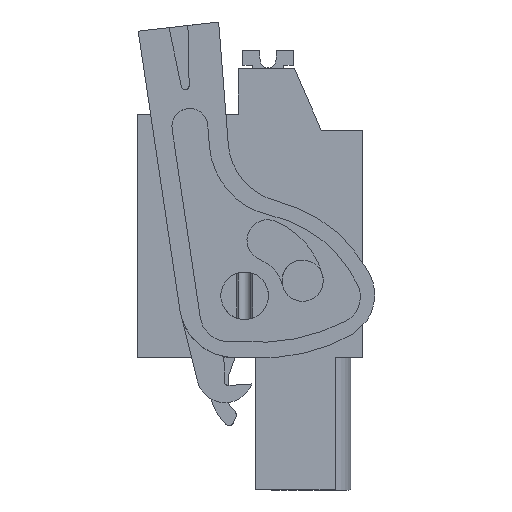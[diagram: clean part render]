
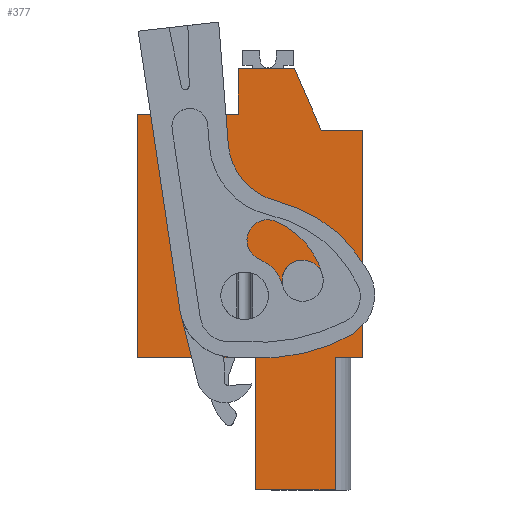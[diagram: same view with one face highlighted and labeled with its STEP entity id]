
A CAD part, left-side view. The second image highlights one B-rep face of the part: STEP entity #377.
In plain terms, the highlighted planar face has unit normal (-1, 0, 0).
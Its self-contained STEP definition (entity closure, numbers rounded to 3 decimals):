
#257=AXIS2_PLACEMENT_3D('Plane Axis2P3D',#254,#255,#256) ;
#343=AXIS2_PLACEMENT_3D('Circle Axis2P3D',#341,#342,$) ;
#352=AXIS2_PLACEMENT_3D('Circle Axis2P3D',#350,#351,$) ;
#361=AXIS2_PLACEMENT_3D('Circle Axis2P3D',#359,#360,$) ;
#370=AXIS2_PLACEMENT_3D('Circle Axis2P3D',#368,#369,$) ;
#42=CARTESIAN_POINT('Vertex',(4.85,8.618,26.59)) ;
#45=CARTESIAN_POINT('Line Origine',(4.85,6.843,26.59)) ;
#49=CARTESIAN_POINT('Vertex',(4.85,5.068,26.59)) ;
#194=CARTESIAN_POINT('Vertex',(4.85,8.618,23.69)) ;
#197=CARTESIAN_POINT('Line Origine',(4.85,8.618,25.14)) ;
#254=CARTESIAN_POINT('Axis2P3D Location',(4.85,7.568,8.35)) ;
#259=CARTESIAN_POINT('Line Origine',(4.85,2.493,4.175)) ;
#263=CARTESIAN_POINT('Vertex',(4.85,2.493,8.35)) ;
#265=CARTESIAN_POINT('Vertex',(4.85,2.493,0.)) ;
#268=CARTESIAN_POINT('Line Origine',(4.85,1.63,8.35)) ;
#272=CARTESIAN_POINT('Vertex',(4.85,0.768,8.35)) ;
#275=CARTESIAN_POINT('Line Origine',(4.85,0.768,15.52)) ;
#279=CARTESIAN_POINT('Vertex',(4.85,0.768,22.69)) ;
#282=CARTESIAN_POINT('Line Origine',(4.85,2.068,22.69)) ;
#286=CARTESIAN_POINT('Vertex',(4.85,3.368,22.69)) ;
#289=CARTESIAN_POINT('Line Origine',(4.85,4.218,24.64)) ;
#294=CARTESIAN_POINT('Line Origine',(4.85,11.793,23.69)) ;
#298=CARTESIAN_POINT('Vertex',(4.85,14.968,23.69)) ;
#301=CARTESIAN_POINT('Line Origine',(4.85,14.968,16.02)) ;
#305=CARTESIAN_POINT('Vertex',(4.85,14.968,8.35)) ;
#308=CARTESIAN_POINT('Line Origine',(4.85,11.253,8.35)) ;
#312=CARTESIAN_POINT('Vertex',(4.85,7.539,8.35)) ;
#315=CARTESIAN_POINT('Line Origine',(4.85,7.539,4.175)) ;
#319=CARTESIAN_POINT('Vertex',(4.85,7.539,0.)) ;
#322=CARTESIAN_POINT('Line Origine',(4.85,5.016,0.)) ;
#341=CARTESIAN_POINT('Axis2P3D Location',(4.85,8.204,12.25)) ;
#345=CARTESIAN_POINT('Vertex',(4.85,8.204,10.75)) ;
#347=CARTESIAN_POINT('Vertex',(4.85,8.204,13.75)) ;
#350=CARTESIAN_POINT('Axis2P3D Location',(4.85,8.204,12.25)) ;
#359=CARTESIAN_POINT('Axis2P3D Location',(4.85,4.544,13.2)) ;
#363=CARTESIAN_POINT('Vertex',(4.85,4.544,14.5)) ;
#365=CARTESIAN_POINT('Vertex',(4.85,4.544,11.9)) ;
#368=CARTESIAN_POINT('Axis2P3D Location',(4.85,4.544,13.2)) ;
#46=DIRECTION('Vector Direction',(0.,1.,0.)) ;
#198=DIRECTION('Vector Direction',(0.,0.,-1.)) ;
#255=DIRECTION('Axis2P3D Direction',(1.,0.,0.)) ;
#256=DIRECTION('Axis2P3D XDirection',(0.,1.,0.)) ;
#260=DIRECTION('Vector Direction',(0.,0.,-1.)) ;
#269=DIRECTION('Vector Direction',(0.,-1.,0.)) ;
#276=DIRECTION('Vector Direction',(0.,0.,-1.)) ;
#283=DIRECTION('Vector Direction',(0.,1.,0.)) ;
#290=DIRECTION('Vector Direction',(0.,0.4,0.917)) ;
#295=DIRECTION('Vector Direction',(0.,1.,0.)) ;
#302=DIRECTION('Vector Direction',(0.,0.,1.)) ;
#309=DIRECTION('Vector Direction',(0.,1.,0.)) ;
#316=DIRECTION('Vector Direction',(0.,0.,-1.)) ;
#323=DIRECTION('Vector Direction',(0.,1.,0.)) ;
#342=DIRECTION('Axis2P3D Direction',(1.,0.,0.)) ;
#351=DIRECTION('Axis2P3D Direction',(1.,0.,0.)) ;
#360=DIRECTION('Axis2P3D Direction',(1.,0.,0.)) ;
#369=DIRECTION('Axis2P3D Direction',(1.,0.,0.)) ;
#47=VECTOR('Line Direction',#46,1.) ;
#199=VECTOR('Line Direction',#198,1.) ;
#261=VECTOR('Line Direction',#260,1.) ;
#270=VECTOR('Line Direction',#269,1.) ;
#277=VECTOR('Line Direction',#276,1.) ;
#284=VECTOR('Line Direction',#283,1.) ;
#291=VECTOR('Line Direction',#290,1.) ;
#296=VECTOR('Line Direction',#295,1.) ;
#303=VECTOR('Line Direction',#302,1.) ;
#310=VECTOR('Line Direction',#309,1.) ;
#317=VECTOR('Line Direction',#316,1.) ;
#324=VECTOR('Line Direction',#323,1.) ;
#328=ORIENTED_EDGE('',*,*,#267,.F.) ;
#329=ORIENTED_EDGE('',*,*,#274,.F.) ;
#330=ORIENTED_EDGE('',*,*,#281,.F.) ;
#331=ORIENTED_EDGE('',*,*,#288,.T.) ;
#332=ORIENTED_EDGE('',*,*,#293,.T.) ;
#333=ORIENTED_EDGE('',*,*,#51,.T.) ;
#334=ORIENTED_EDGE('',*,*,#201,.T.) ;
#335=ORIENTED_EDGE('',*,*,#300,.T.) ;
#336=ORIENTED_EDGE('',*,*,#307,.F.) ;
#337=ORIENTED_EDGE('',*,*,#314,.F.) ;
#338=ORIENTED_EDGE('',*,*,#321,.T.) ;
#339=ORIENTED_EDGE('',*,*,#326,.F.) ;
#356=ORIENTED_EDGE('',*,*,#349,.T.) ;
#357=ORIENTED_EDGE('',*,*,#354,.T.) ;
#374=ORIENTED_EDGE('',*,*,#367,.T.) ;
#375=ORIENTED_EDGE('',*,*,#372,.T.) ;
#358=FACE_BOUND('',#355,.T.) ;
#376=FACE_BOUND('',#373,.T.) ;
#377=ADVANCED_FACE('HOUSING',(#340,#358,#376),#258,.F.) ;
#344=CIRCLE('generated circle',#343,1.5) ;
#353=CIRCLE('generated circle',#352,1.5) ;
#362=CIRCLE('generated circle',#361,1.3) ;
#371=CIRCLE('generated circle',#370,1.3) ;
#51=EDGE_CURVE('',#50,#43,#48,.T.) ;
#201=EDGE_CURVE('',#43,#195,#200,.T.) ;
#267=EDGE_CURVE('',#264,#266,#262,.T.) ;
#274=EDGE_CURVE('',#273,#264,#271,.F.) ;
#281=EDGE_CURVE('',#280,#273,#278,.T.) ;
#288=EDGE_CURVE('',#280,#287,#285,.T.) ;
#293=EDGE_CURVE('',#287,#50,#292,.T.) ;
#300=EDGE_CURVE('',#195,#299,#297,.T.) ;
#307=EDGE_CURVE('',#306,#299,#304,.T.) ;
#314=EDGE_CURVE('',#313,#306,#311,.T.) ;
#321=EDGE_CURVE('',#313,#320,#318,.T.) ;
#326=EDGE_CURVE('',#266,#320,#325,.T.) ;
#349=EDGE_CURVE('',#346,#348,#344,.T.) ;
#354=EDGE_CURVE('',#348,#346,#353,.T.) ;
#367=EDGE_CURVE('',#364,#366,#362,.T.) ;
#372=EDGE_CURVE('',#366,#364,#371,.T.) ;
#327=EDGE_LOOP('',(#328,#329,#330,#331,#332,#333,#334,#335,#336,#337,#338,#339)) ;
#355=EDGE_LOOP('',(#356,#357)) ;
#373=EDGE_LOOP('',(#374,#375)) ;
#340=FACE_OUTER_BOUND('',#327,.T.) ;
#48=LINE('Line',#45,#47) ;
#200=LINE('Line',#197,#199) ;
#262=LINE('Line',#259,#261) ;
#271=LINE('Line',#268,#270) ;
#278=LINE('Line',#275,#277) ;
#285=LINE('Line',#282,#284) ;
#292=LINE('Line',#289,#291) ;
#297=LINE('Line',#294,#296) ;
#304=LINE('Line',#301,#303) ;
#311=LINE('Line',#308,#310) ;
#318=LINE('Line',#315,#317) ;
#325=LINE('Line',#322,#324) ;
#258=PLANE('',#257) ;
#43=VERTEX_POINT('',#42) ;
#50=VERTEX_POINT('',#49) ;
#195=VERTEX_POINT('',#194) ;
#264=VERTEX_POINT('',#263) ;
#266=VERTEX_POINT('',#265) ;
#273=VERTEX_POINT('',#272) ;
#280=VERTEX_POINT('',#279) ;
#287=VERTEX_POINT('',#286) ;
#299=VERTEX_POINT('',#298) ;
#306=VERTEX_POINT('',#305) ;
#313=VERTEX_POINT('',#312) ;
#320=VERTEX_POINT('',#319) ;
#346=VERTEX_POINT('',#345) ;
#348=VERTEX_POINT('',#347) ;
#364=VERTEX_POINT('',#363) ;
#366=VERTEX_POINT('',#365) ;
